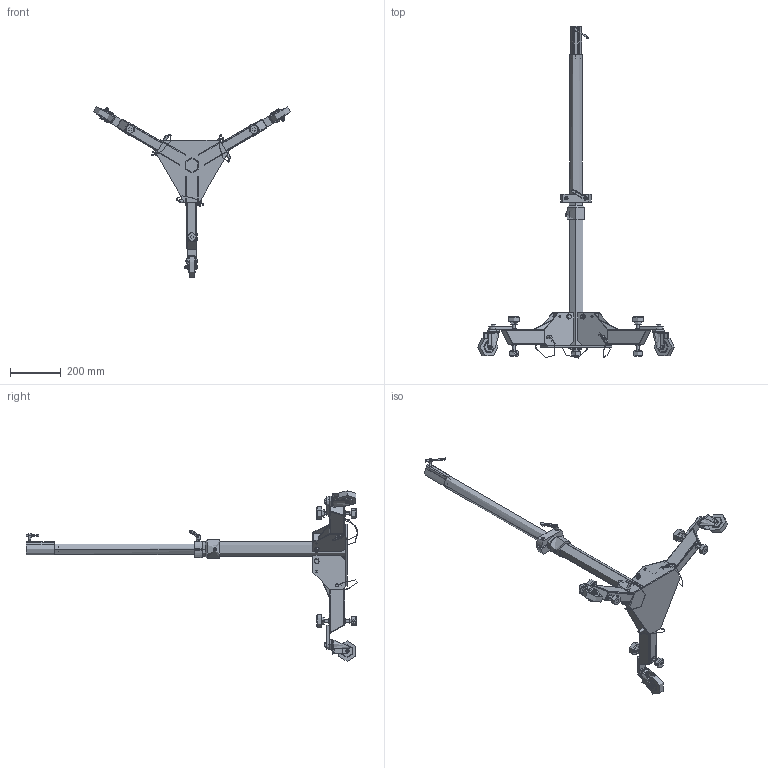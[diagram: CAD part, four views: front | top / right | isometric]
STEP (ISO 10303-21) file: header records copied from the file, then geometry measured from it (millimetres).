
FILE_DESCRIPTION (( 'STEP AP214' ), '1' );
FILE_NAME ('T54402.STEP', '2019-01-04T14:57:33', ( '' ), ( '' ), 'SwSTEP 2.0', 'SolidWorks 2016', '' );
FILE_SCHEMA (( 'AUTOMOTIVE_DESIGN' ));
Length unit declared in the file: millimetre
Products named in the file (164): S1576; Hex Bolt; TH2090; F795; B Washer; SW3dPS-nyloc nut, st stl a2 iso; TH2108; T54402; S2663; TH983; TH2096; S0541; TH2091; TH2100; TH973; S3142-4; S3142; Hex Bolt_ISO 4016 - M8 x 45 x 22-WS; S3142-2; TH2097; S2664; Slotted Countersunk Flat Head Screw_Doughty Fastners; TH2227; TH2226; Slotted Countersunk Flat Head Screw_Doughty Fastners_ISO 2009 - M5 x 12 --- 12S; TH2101; TH2102; TH2093; TH2092; TH2094; 60.3 X 3.2 CHS X 545 LG; Socket Head Cap Screw_Doughty Fastners; TH290; Socket Set Screw Cup Point_Doughty Fastners_BS 4168-5 - M5 x 10-S; SW3dPS-nyloc nut, st stl a2 iso_M10 NYLOC; TH2107; TH2095; Hex Bolt_ISO 4016 - M10 x 35 x 35-WS; TH2038; TH2103 ...
Assembly tree (101 placements, depth 4):
  Hex Bolt
  TH2090
  F795
  B Washer
  SW3dPS-nyloc nut, st stl a2 iso
Bounding box: 773.54 x 1304.03 x 670.33 mm (x, y, z)
Volume: 3120307.9 mm3; surface area: 1483405.9 mm2
Topology: 107 solids, 108 shells, 3736 faces, 9113 edges, 5637 vertices
Faces by surface type: cone 1512, cylinder 1262, plane 751, torus 158, bspline 45, sphere 8
Entity records: 53178 total; most frequent: CARTESIAN_POINT 11411, DIRECTION 8764, ORIENTED_EDGE 7524, EDGE_CURVE 3762, AXIS2_PLACEMENT_3D 3607, VERTEX_POINT 2317, CIRCLE 1955, EDGE_LOOP 1663
